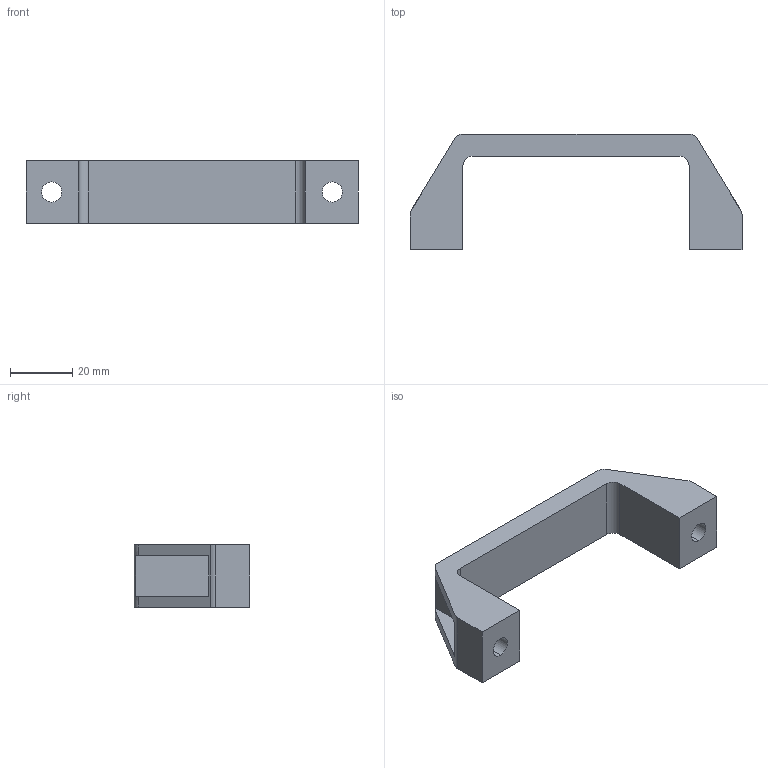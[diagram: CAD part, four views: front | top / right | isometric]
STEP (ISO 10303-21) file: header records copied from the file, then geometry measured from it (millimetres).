
FILE_DESCRIPTION (( 'STEP AP203' ), '1' );
FILE_NAME ('90踢扽參忒.STEP', '2019-07-25T03:03:53', ( 'admin' ), ( '' ), 'SwSTEP 2.0', 'SolidWorks 2017', '' );
FILE_SCHEMA (( 'CONFIG_CONTROL_DESIGN' ));
Length unit declared in the file: millimetre
Products named in the file (1): 90踢扽參忒
Bounding box: 106.5 x 37.1 x 20 mm (x, y, z)
Volume: 21346.3 mm3; surface area: 10983.7 mm2
Topology: 1 solids, 1 shells, 190 faces, 531 edges, 354 vertices
Faces by surface type: plane 148, bspline 28, cylinder 14
Entity records: 7004 total; most frequent: CARTESIAN_POINT 2184, ORIENTED_EDGE 1062, DIRECTION 833, EDGE_CURVE 531, LINE 443, VECTOR 443, VERTEX_POINT 354, EDGE_LOOP 205
